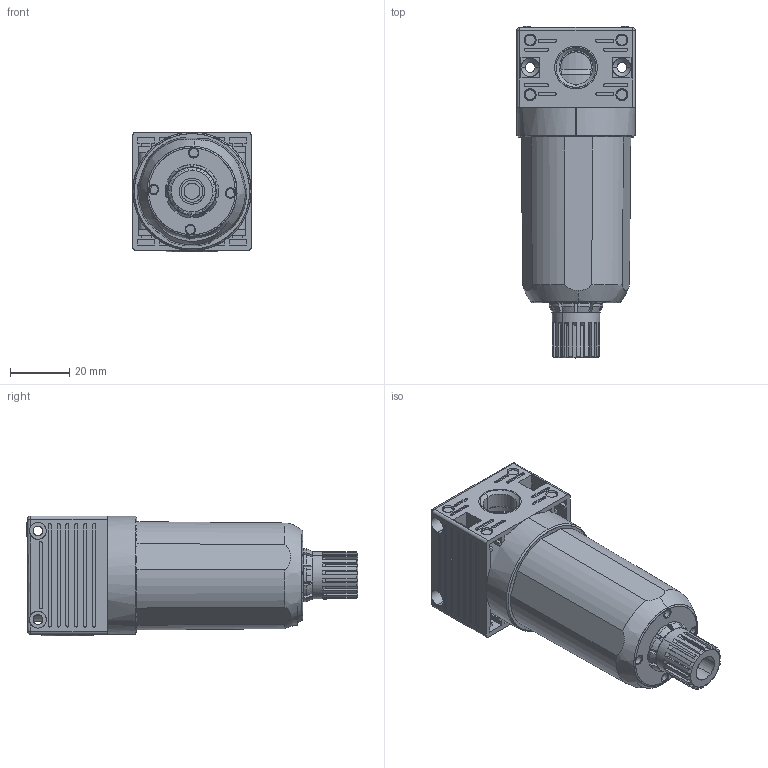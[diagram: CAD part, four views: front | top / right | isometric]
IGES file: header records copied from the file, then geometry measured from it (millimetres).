
Start section: SolidWorks IGES file using analytic representation for surfaces
Global section: file name: T010003201000A.IGS; native system: SolidWorks 2011; preprocessor: SolidWorks 2011; author: cad05; date: 120224.142604; units: millimetre
Bounding box: 40 x 112.2 x 40.5 mm (x, y, z)
Surface area: 50653.5 mm2 (no closed solid volume)
Topology: 0 solids, 0 shells, 1165 faces, 12158 edges, 12154 vertices
Faces by surface type: bspline 636, revolution 529
